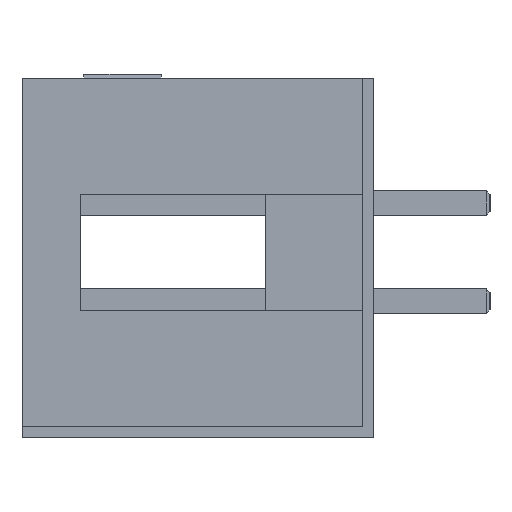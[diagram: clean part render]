
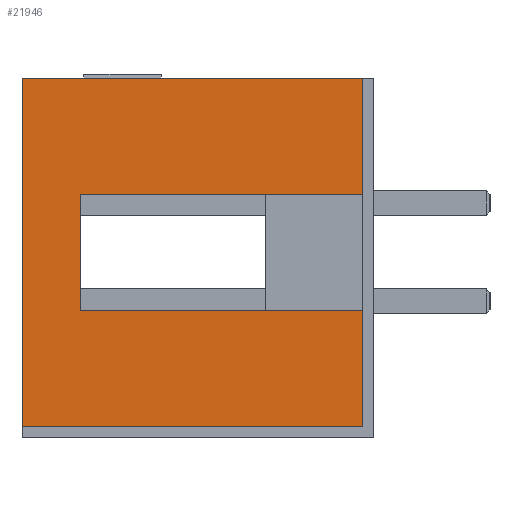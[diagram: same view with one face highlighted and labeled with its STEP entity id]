
A CAD part, left-side view. The second image highlights one B-rep face of the part: STEP entity #21946.
In plain terms, the highlighted planar face has unit normal (-1, 0, 0).
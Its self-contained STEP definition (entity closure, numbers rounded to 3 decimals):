
#18 = DIRECTION ( 'NONE',  ( 0., 0., 1. ) ) ;
#555 = LINE ( 'NONE', #21764, #17077 ) ;
#1161 = DIRECTION ( 'NONE',  ( 0., -1., 0. ) ) ;
#1987 = ORIENTED_EDGE ( 'NONE', *, *, #19841, .T. ) ;
#2330 = CARTESIAN_POINT ( 'NONE',  ( -22.85, 9.1, 0. ) ) ;
#2532 = LINE ( 'NONE', #13041, #21562 ) ;
#2648 = EDGE_LOOP ( 'NONE', ( #12340, #9441, #1987, #11250, #13277, #10582, #13920, #9192 ) ) ;
#2693 = DIRECTION ( 'NONE',  ( 0., 0., -1. ) ) ;
#2917 = LINE ( 'NONE', #9932, #16097 ) ;
#3947 = CARTESIAN_POINT ( 'NONE',  ( -22.85, 7.6, -1.5 ) ) ;
#4395 = VERTEX_POINT ( 'NONE', #12040 ) ;
#4761 = VECTOR ( 'NONE', #2693, 1000. ) ;
#5682 = DIRECTION ( 'NONE',  ( 0., -1., 0. ) ) ;
#6937 = CARTESIAN_POINT ( 'NONE',  ( -22.85, 0.3, 4.5 ) ) ;
#6958 = EDGE_CURVE ( 'NONE', #13895, #13646, #13170, .T. ) ;
#7189 = DIRECTION ( 'NONE',  ( -1., 0., 0. ) ) ;
#7971 = DIRECTION ( 'NONE',  ( 0., 0., -1. ) ) ;
#8804 = PLANE ( 'NONE',  #14428 ) ;
#8904 = LINE ( 'NONE', #3947, #22660 ) ;
#9192 = ORIENTED_EDGE ( 'NONE', *, *, #6958, .T. ) ;
#9441 = ORIENTED_EDGE ( 'NONE', *, *, #14142, .F. ) ;
#9537 = CARTESIAN_POINT ( 'NONE',  ( -22.85, 7.6, -1.5 ) ) ;
#9723 = VERTEX_POINT ( 'NONE', #21028 ) ;
#9846 = VERTEX_POINT ( 'NONE', #13247 ) ;
#9932 = CARTESIAN_POINT ( 'NONE',  ( -22.85, 9.1, 4.5 ) ) ;
#10582 = ORIENTED_EDGE ( 'NONE', *, *, #16371, .F. ) ;
#10762 = FACE_OUTER_BOUND ( 'NONE', #2648, .T. ) ;
#11250 = ORIENTED_EDGE ( 'NONE', *, *, #13699, .T. ) ;
#11347 = LINE ( 'NONE', #20509, #4761 ) ;
#11652 = CARTESIAN_POINT ( 'NONE',  ( -22.85, 9.1, -4.5 ) ) ;
#12040 = CARTESIAN_POINT ( 'NONE',  ( -22.85, 9.1, 4.5 ) ) ;
#12340 = ORIENTED_EDGE ( 'NONE', *, *, #19222, .F. ) ;
#13041 = CARTESIAN_POINT ( 'NONE',  ( -22.85, 0.3, 0. ) ) ;
#13170 = LINE ( 'NONE', #11652, #17465 ) ;
#13247 = CARTESIAN_POINT ( 'NONE',  ( -22.85, 0.3, 1.5 ) ) ;
#13277 = ORIENTED_EDGE ( 'NONE', *, *, #13642, .F. ) ;
#13507 = DIRECTION ( 'NONE',  ( 0., -1., 0. ) ) ;
#13569 = VECTOR ( 'NONE', #16812, 1000. ) ;
#13642 = EDGE_CURVE ( 'NONE', #17158, #9846, #2532, .T. ) ;
#13646 = VERTEX_POINT ( 'NONE', #16746 ) ;
#13699 = EDGE_CURVE ( 'NONE', #14234, #9846, #555, .T. ) ;
#13895 = VERTEX_POINT ( 'NONE', #19284 ) ;
#13920 = ORIENTED_EDGE ( 'NONE', *, *, #20159, .T. ) ;
#14142 = EDGE_CURVE ( 'NONE', #14866, #9723, #8904, .T. ) ;
#14234 = VERTEX_POINT ( 'NONE', #17946 ) ;
#14428 = AXIS2_PLACEMENT_3D ( 'NONE', #15867, #7189, #18 ) ;
#14866 = VERTEX_POINT ( 'NONE', #9537 ) ;
#15867 = CARTESIAN_POINT ( 'NONE',  ( -22.85, 9.1, 0. ) ) ;
#16097 = VECTOR ( 'NONE', #1161, 1000. ) ;
#16371 = EDGE_CURVE ( 'NONE', #4395, #17158, #2917, .T. ) ;
#16465 = LINE ( 'NONE', #16691, #13569 ) ;
#16691 = CARTESIAN_POINT ( 'NONE',  ( -22.85, 7.6, 0. ) ) ;
#16746 = CARTESIAN_POINT ( 'NONE',  ( -22.85, 0.3, -4.5 ) ) ;
#16783 = LINE ( 'NONE', #2330, #22167 ) ;
#16812 = DIRECTION ( 'NONE',  ( 0., 0., 1. ) ) ;
#17077 = VECTOR ( 'NONE', #20029, 1000. ) ;
#17158 = VERTEX_POINT ( 'NONE', #6937 ) ;
#17465 = VECTOR ( 'NONE', #13507, 1000. ) ;
#17946 = CARTESIAN_POINT ( 'NONE',  ( -22.85, 7.6, 1.5 ) ) ;
#18039 = DIRECTION ( 'NONE',  ( 0., 0., -1. ) ) ;
#19222 = EDGE_CURVE ( 'NONE', #9723, #13646, #11347, .T. ) ;
#19284 = CARTESIAN_POINT ( 'NONE',  ( -22.85, 9.1, -4.5 ) ) ;
#19841 = EDGE_CURVE ( 'NONE', #14866, #14234, #16465, .T. ) ;
#20029 = DIRECTION ( 'NONE',  ( 0., -1., 0. ) ) ;
#20159 = EDGE_CURVE ( 'NONE', #4395, #13895, #16783, .T. ) ;
#20509 = CARTESIAN_POINT ( 'NONE',  ( -22.85, 0.3, 0. ) ) ;
#21028 = CARTESIAN_POINT ( 'NONE',  ( -22.85, 0.3, -1.5 ) ) ;
#21562 = VECTOR ( 'NONE', #18039, 1000. ) ;
#21764 = CARTESIAN_POINT ( 'NONE',  ( -22.85, 7.6, 1.5 ) ) ;
#21946 = ADVANCED_FACE ( 'NONE', ( #10762 ), #8804, .T. ) ;
#22167 = VECTOR ( 'NONE', #7971, 1000. ) ;
#22660 = VECTOR ( 'NONE', #5682, 1000. ) ;
